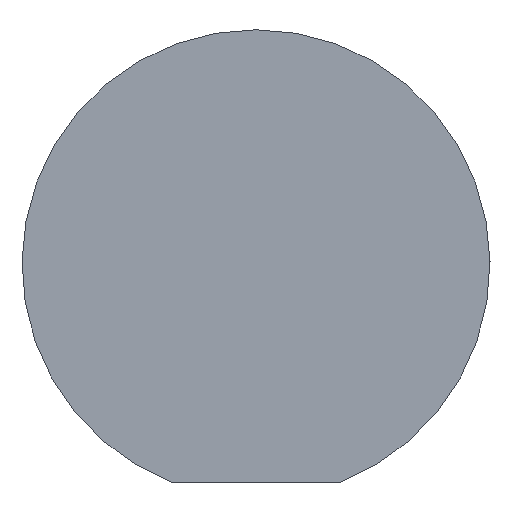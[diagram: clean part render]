
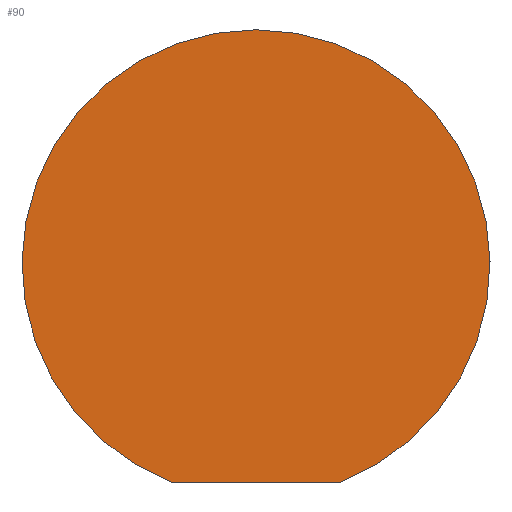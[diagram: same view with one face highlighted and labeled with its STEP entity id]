
A CAD part, front view. The second image highlights one B-rep face of the part: STEP entity #90.
In plain terms, the highlighted planar face has unit normal (0, -1, 0).
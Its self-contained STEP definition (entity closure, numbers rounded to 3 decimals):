
#18=FACE_OUTER_BOUND('',#24,.T.);
#24=EDGE_LOOP('',(#60,#61));
#30=LINE('',#140,#35);
#35=VECTOR('',#114,2.154);
#40=CIRCLE('',#99,3.);
#44=VERTEX_POINT('',#137);
#45=VERTEX_POINT('',#138);
#50=EDGE_CURVE('',#44,#45,#40,.T.);
#51=EDGE_CURVE('',#45,#44,#30,.T.);
#60=ORIENTED_EDGE('',*,*,#50,.F.);
#61=ORIENTED_EDGE('',*,*,#51,.F.);
#80=PLANE('',#98);
#90=ADVANCED_FACE('',(#18),#80,.F.);
#98=AXIS2_PLACEMENT_3D('',#136,#110,#111);
#99=AXIS2_PLACEMENT_3D('',#139,#112,#113);
#110=DIRECTION('center_axis',(0.,1.,0.));
#111=DIRECTION('ref_axis',(0.,0.,1.));
#112=DIRECTION('center_axis',(0.,1.,0.));
#113=DIRECTION('ref_axis',(-0.359,0.,-0.933));
#114=DIRECTION('',(-1.,0.,0.));
#136=CARTESIAN_POINT('Origin',(0.,0.,0.));
#137=CARTESIAN_POINT('',(-1.077,0.,-2.8));
#138=CARTESIAN_POINT('',(1.077,0.,-2.8));
#139=CARTESIAN_POINT('Origin',(0.,0.,0.));
#140=CARTESIAN_POINT('',(1.077,0.,-2.8));
